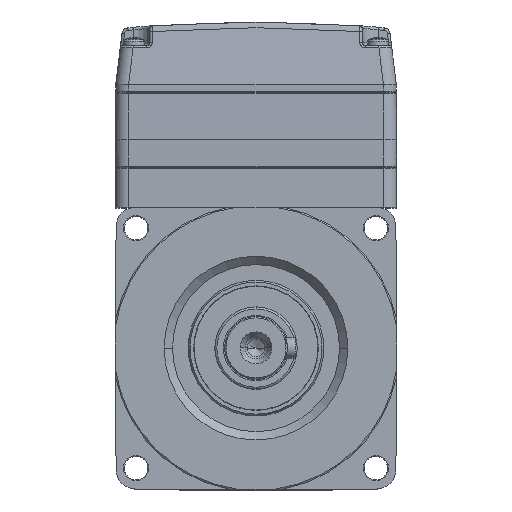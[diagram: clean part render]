
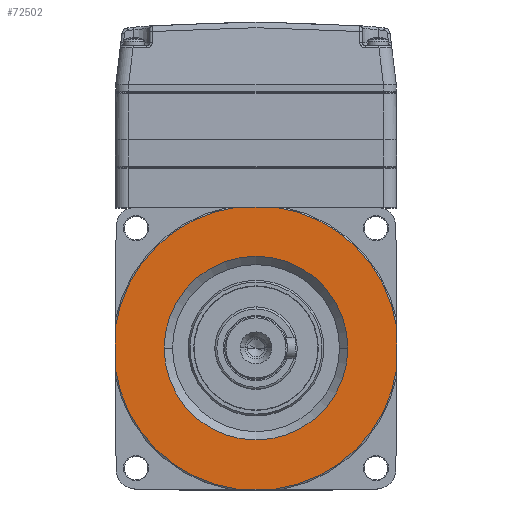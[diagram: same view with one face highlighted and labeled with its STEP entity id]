
A CAD part, top view. The second image highlights one B-rep face of the part: STEP entity #72502.
In plain terms, the highlighted planar face has unit normal (0, 0, 1).
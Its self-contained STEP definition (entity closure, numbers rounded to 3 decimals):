
#119=CARTESIAN_POINT('',(-7.365,-54.,-10.7));
#131=CARTESIAN_POINT('',(7.365,-54.,-10.7));
#551=CARTESIAN_POINT('',(7.365,54.,-10.7));
#563=CARTESIAN_POINT('',(-7.365,54.,-10.7));
#22499=CARTESIAN_POINT('',(0.,0.,-10.7));
#22500=DIRECTION('',(0.,0.,1.));
#22501=DIRECTION('',(0.99,0.144,0.));
#22502=AXIS2_PLACEMENT_3D('',#22499,#22500,#22501);
#22504=DIRECTION('',(-0.009,1.,0.));
#22505=VECTOR('',#22504,7.852);
#22506=CARTESIAN_POINT('',(54.,0.,-10.7));
#22507=LINE('',#22506,#22505);
#22508=DIRECTION('',(0.009,1.,0.));
#22509=VECTOR('',#22508,7.852);
#22510=CARTESIAN_POINT('',(53.931,-7.851,-10.7));
#22511=LINE('',#22510,#22509);
#22512=CARTESIAN_POINT('',(0.,0.,-10.7));
#22513=DIRECTION('',(0.,0.,1.));
#22514=DIRECTION('',(0.135,-0.991,0.));
#22515=AXIS2_PLACEMENT_3D('',#22512,#22513,#22514);
#22517=DIRECTION('',(1.,0.,0.));
#22518=VECTOR('',#22517,14.731);
#22519=CARTESIAN_POINT('',(-7.365,-54.,-10.7));
#22520=LINE('',#22519,#22518);
#22521=CARTESIAN_POINT('',(0.,0.,-10.7));
#22522=DIRECTION('',(0.,0.,1.));
#22523=DIRECTION('',(-0.99,-0.144,0.));
#22524=AXIS2_PLACEMENT_3D('',#22521,#22522,#22523);
#22526=DIRECTION('',(0.009,-1.,0.));
#22527=VECTOR('',#22526,7.852);
#22528=CARTESIAN_POINT('',(-54.,0.,-10.7));
#22529=LINE('',#22528,#22527);
#22530=DIRECTION('',(-0.009,-1.,0.));
#22531=VECTOR('',#22530,7.852);
#22532=CARTESIAN_POINT('',(-53.931,7.851,-10.7));
#22533=LINE('',#22532,#22531);
#22534=CARTESIAN_POINT('',(0.,0.,-10.7));
#22535=DIRECTION('',(0.,0.,1.));
#22536=DIRECTION('',(-0.135,0.991,0.));
#22537=AXIS2_PLACEMENT_3D('',#22534,#22535,#22536);
#22539=DIRECTION('',(-1.,0.,0.));
#22540=VECTOR('',#22539,14.731);
#22541=CARTESIAN_POINT('',(7.365,54.,-10.7));
#22542=LINE('',#22541,#22540);
#22543=CARTESIAN_POINT('',(0.,0.,-10.7));
#22544=DIRECTION('',(0.,0.,-1.));
#22545=DIRECTION('',(-1.,0.,0.));
#22546=AXIS2_PLACEMENT_3D('',#22543,#22544,#22545);
#22548=CARTESIAN_POINT('',(0.,0.,-10.7));
#22549=DIRECTION('',(0.,0.,-1.));
#22550=DIRECTION('',(1.,0.,0.));
#22551=AXIS2_PLACEMENT_3D('',#22548,#22549,#22550);
#30992=CARTESIAN_POINT('',(-35.2,0.,-10.7));
#30993=CARTESIAN_POINT('',(35.2,0.,-10.7));
#30994=VERTEX_POINT('',#30992);
#30995=VERTEX_POINT('',#30993);
#31032=VERTEX_POINT('',#551);
#31036=CARTESIAN_POINT('',(53.931,7.851,-10.7));
#31037=VERTEX_POINT('',#31036);
#31042=VERTEX_POINT('',#563);
#31043=CARTESIAN_POINT('',(-53.931,7.851,-10.7));
#31044=VERTEX_POINT('',#31043);
#31049=VERTEX_POINT('',#131);
#31050=CARTESIAN_POINT('',(53.931,-7.851,-10.7));
#31051=VERTEX_POINT('',#31050);
#31052=VERTEX_POINT('',#119);
#31056=CARTESIAN_POINT('',(-53.931,-7.851,-10.7));
#31057=VERTEX_POINT('',#31056);
#31255=CARTESIAN_POINT('',(-54.,0.,-10.7));
#31256=VERTEX_POINT('',#31255);
#31257=CARTESIAN_POINT('',(54.,0.,-10.7));
#31258=VERTEX_POINT('',#31257);
#72474=CARTESIAN_POINT('',(0.,0.,-10.7));
#72475=DIRECTION('',(0.,0.,1.));
#72476=DIRECTION('',(1.,0.,0.));
#72477=AXIS2_PLACEMENT_3D('',#72474,#72475,#72476);
#72478=PLANE('',#72477);
#72479=ORIENTED_EDGE('',*,*,#72469,.F.);
#72480=ORIENTED_EDGE('',*,*,#36469,.F.);
#72481=ORIENTED_EDGE('',*,*,#36454,.F.);
#72483=ORIENTED_EDGE('',*,*,#72482,.F.);
#72484=ORIENTED_EDGE('',*,*,#36290,.F.);
#72486=ORIENTED_EDGE('',*,*,#72485,.F.);
#72488=ORIENTED_EDGE('',*,*,#72487,.F.);
#72490=ORIENTED_EDGE('',*,*,#72489,.F.);
#72492=ORIENTED_EDGE('',*,*,#72491,.F.);
#72493=ORIENTED_EDGE('',*,*,#36681,.F.);
#72494=EDGE_LOOP('',(#72479,#72480,#72481,#72483,#72484,#72486,#72488,#72490,
#72492,#72493));
#72495=FACE_OUTER_BOUND('',#72494,.F.);
#72497=ORIENTED_EDGE('',*,*,#72496,.F.);
#72499=ORIENTED_EDGE('',*,*,#72498,.F.);
#72500=EDGE_LOOP('',(#72497,#72499));
#72501=FACE_BOUND('',#72500,.F.);
#72502=ADVANCED_FACE('',(#72495,#72501),#72478,.T.);
#22503=CIRCLE('',#22502,54.5);
#22516=CIRCLE('',#22515,54.5);
#22525=CIRCLE('',#22524,54.5);
#22538=CIRCLE('',#22537,54.5);
#22547=CIRCLE('',#22546,35.2);
#22552=CIRCLE('',#22551,35.2);
#36290=EDGE_CURVE('',#31052,#31049,#22520,.T.);
#36454=EDGE_CURVE('',#31051,#31258,#22511,.T.);
#36469=EDGE_CURVE('',#31258,#31037,#22507,.T.);
#36681=EDGE_CURVE('',#31032,#31042,#22542,.T.);
#72469=EDGE_CURVE('',#31037,#31032,#22503,.T.);
#72482=EDGE_CURVE('',#31049,#31051,#22516,.T.);
#72485=EDGE_CURVE('',#31057,#31052,#22525,.T.);
#72487=EDGE_CURVE('',#31256,#31057,#22529,.T.);
#72489=EDGE_CURVE('',#31044,#31256,#22533,.T.);
#72491=EDGE_CURVE('',#31042,#31044,#22538,.T.);
#72496=EDGE_CURVE('',#30994,#30995,#22547,.T.);
#72498=EDGE_CURVE('',#30995,#30994,#22552,.T.);
